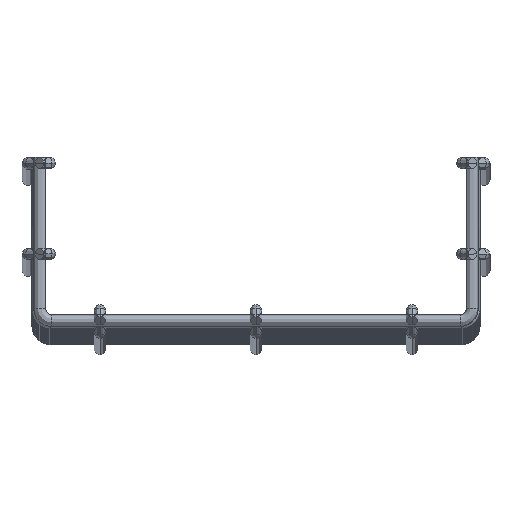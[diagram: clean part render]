
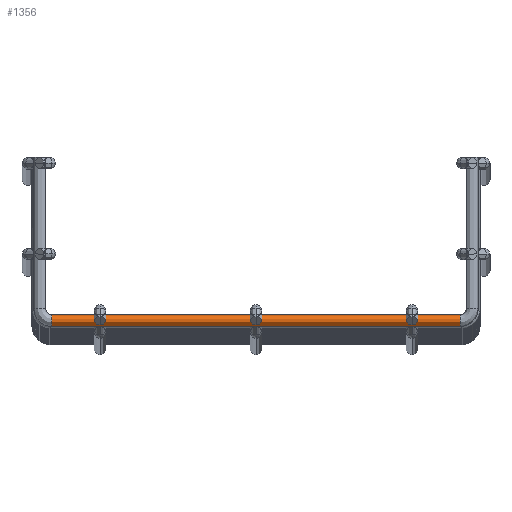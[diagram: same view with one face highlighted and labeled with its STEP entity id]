
A CAD part, top view. The second image highlights one B-rep face of the part: STEP entity #1356.
In plain terms, the highlighted cylindrical face has radius 1.9 mm (diameter 3.8 mm), a partial arc.
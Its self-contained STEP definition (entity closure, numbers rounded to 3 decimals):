
#1184=CARTESIAN_POINT('',(-65.4,0.,0.));
#1185=DIRECTION('',(1.,0.,0.));
#1186=DIRECTION('',(0.,1.,0.));
#1187=AXIS2_PLACEMENT_3D('',#1184,#1185,#1186);
#1189=DIRECTION('',(1.,0.,0.));
#1190=VECTOR('',#1189,130.8);
#1191=CARTESIAN_POINT('',(-65.4,1.9,0.));
#1192=LINE('',#1191,#1190);
#1198=DIRECTION('',(1.,0.,0.));
#1199=VECTOR('',#1198,130.8);
#1200=CARTESIAN_POINT('',(-65.4,-1.9,0.));
#1201=LINE('',#1200,#1199);
#1212=CARTESIAN_POINT('',(65.4,0.,0.));
#1213=DIRECTION('',(1.,0.,0.));
#1214=DIRECTION('',(0.,1.,0.));
#1215=AXIS2_PLACEMENT_3D('',#1212,#1213,#1214);
#1258=CARTESIAN_POINT('',(-65.4,1.9,0.));
#1259=CARTESIAN_POINT('',(-65.4,-1.9,0.));
#1260=VERTEX_POINT('',#1258);
#1261=VERTEX_POINT('',#1259);
#1262=CARTESIAN_POINT('',(65.4,1.9,0.));
#1263=CARTESIAN_POINT('',(65.4,-1.9,0.));
#1264=VERTEX_POINT('',#1262);
#1265=VERTEX_POINT('',#1263);
#1342=CARTESIAN_POINT('',(-65.4,0.,0.));
#1343=DIRECTION('',(1.,0.,0.));
#1344=DIRECTION('',(0.,1.,0.));
#1345=AXIS2_PLACEMENT_3D('',#1342,#1343,#1344);
#1346=CYLINDRICAL_SURFACE('',#1345,1.9);
#1347=ORIENTED_EDGE('',*,*,#1336,.F.);
#1349=ORIENTED_EDGE('',*,*,#1348,.T.);
#1351=ORIENTED_EDGE('',*,*,#1350,.T.);
#1353=ORIENTED_EDGE('',*,*,#1352,.F.);
#1354=EDGE_LOOP('',(#1347,#1349,#1351,#1353));
#1355=FACE_OUTER_BOUND('',#1354,.F.);
#1356=ADVANCED_FACE('',(#1355),#1346,.T.);
#1188=CIRCLE('',#1187,1.9);
#1216=CIRCLE('',#1215,1.9);
#1336=EDGE_CURVE('',#1260,#1261,#1188,.T.);
#1348=EDGE_CURVE('',#1260,#1264,#1192,.T.);
#1350=EDGE_CURVE('',#1264,#1265,#1216,.T.);
#1352=EDGE_CURVE('',#1261,#1265,#1201,.T.);
